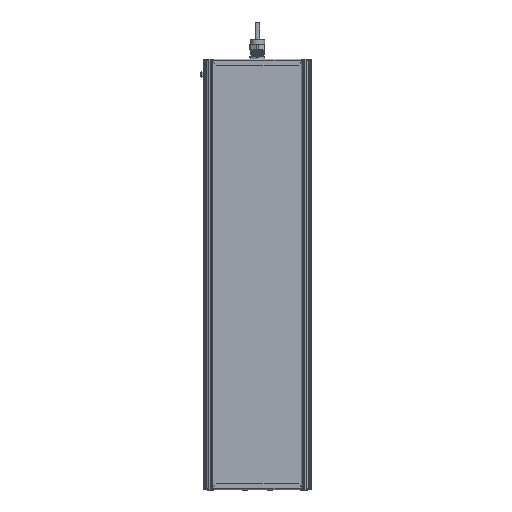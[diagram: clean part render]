
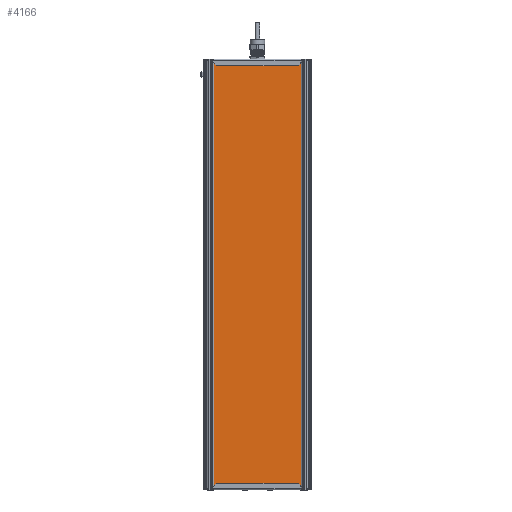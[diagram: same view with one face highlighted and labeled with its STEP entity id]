
A CAD part, front view. The second image highlights one B-rep face of the part: STEP entity #4166.
In plain terms, the highlighted face is planar.
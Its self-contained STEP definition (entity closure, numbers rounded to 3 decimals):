
#4166=ADVANCED_FACE('',(#8370),#8372,.T.);
#8370=FACE_BOUND('',#8371,.T.);
#8371=EDGE_LOOP('',(#37590,#37591,#37592,#37593));
#8372=PLANE('',#8373);
#8373=AXIS2_PLACEMENT_3D('',#8374,#8375,#8376);
#8374=CARTESIAN_POINT('',(2111.497,401.002,-34.582));
#8375=DIRECTION('',(0.,0.,-1.));
#8376=DIRECTION('',(0.,1.,0.));
#37590=ORIENTED_EDGE('',*,*,#43728,.F.);
#37591=ORIENTED_EDGE('',*,*,#43727,.T.);
#37592=ORIENTED_EDGE('',*,*,#43729,.F.);
#37593=ORIENTED_EDGE('',*,*,#43719,.F.);
#43719=EDGE_CURVE('',#48225,#48228,#48229,.T.);
#43727=EDGE_CURVE('',#48238,#48240,#48242,.T.);
#43728=EDGE_CURVE('',#48238,#48225,#48243,.T.);
#43729=EDGE_CURVE('',#48228,#48240,#48244,.T.);
#48225=VERTEX_POINT('',#57645);
#48228=VERTEX_POINT('',#57650);
#48229=LINE('',#57651,#57652);
#48238=VERTEX_POINT('',#57672);
#48240=VERTEX_POINT('',#57676);
#48242=LINE('',#57680,#57681);
#48243=LINE('',#57683,#57684);
#48244=LINE('',#57686,#57687);
#57645=CARTESIAN_POINT('',(2111.497,401.002,-34.582));
#57650=CARTESIAN_POINT('',(2857.497,401.002,-34.582));
#57651=CARTESIAN_POINT('',(2111.497,401.002,-34.582));
#57652=VECTOR('',#57653,1.);
#57653=DIRECTION('',(1.,0.,0.));
#57672=CARTESIAN_POINT('',(2111.497,565.13,-34.582));
#57676=CARTESIAN_POINT('',(2857.497,565.13,-34.582));
#57680=CARTESIAN_POINT('',(2111.497,565.13,-34.582));
#57681=VECTOR('',#57682,1.);
#57682=DIRECTION('',(1.,0.,0.));
#57683=CARTESIAN_POINT('',(2111.497,565.13,-34.582));
#57684=VECTOR('',#57685,1.);
#57685=DIRECTION('',(0.,-1.,0.));
#57686=CARTESIAN_POINT('',(2857.497,401.002,-34.582));
#57687=VECTOR('',#57688,1.);
#57688=DIRECTION('',(0.,1.,0.));
